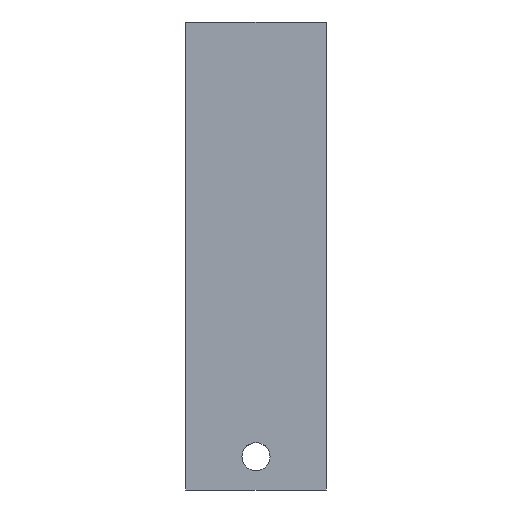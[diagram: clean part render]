
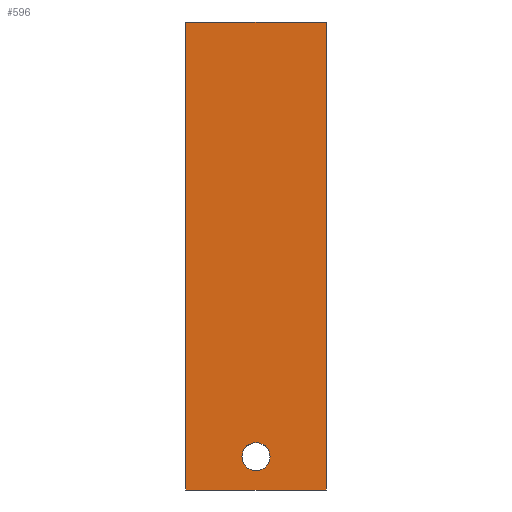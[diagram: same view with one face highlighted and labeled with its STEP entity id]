
A CAD part, front view. The second image highlights one B-rep face of the part: STEP entity #596.
In plain terms, the highlighted planar face has unit normal (0, -1, 0).
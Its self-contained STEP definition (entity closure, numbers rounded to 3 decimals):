
#5 = ORIENTED_EDGE ( 'NONE', *, *, #824, .T. ) ;
#15 = DIRECTION ( 'NONE',  ( 0., 0., 1. ) ) ;
#17 = CARTESIAN_POINT ( 'NONE',  ( 7.5, 0., 50. ) ) ;
#26 = ORIENTED_EDGE ( 'NONE', *, *, #792, .T. ) ;
#27 = AXIS2_PLACEMENT_3D ( 'NONE', #806, #599, #663 ) ;
#36 = VECTOR ( 'NONE', #53, 1000. ) ;
#48 = VERTEX_POINT ( 'NONE', #451 ) ;
#51 = VERTEX_POINT ( 'NONE', #191 ) ;
#53 = DIRECTION ( 'NONE',  ( 0., 0., -1. ) ) ;
#57 = DIRECTION ( 'NONE',  ( 0., 0., 1. ) ) ;
#66 = PLANE ( 'NONE',  #218 ) ;
#68 = CARTESIAN_POINT ( 'NONE',  ( -7.5, 0., 0. ) ) ;
#69 = CARTESIAN_POINT ( 'NONE',  ( 7.5, 0., 50. ) ) ;
#89 = VECTOR ( 'NONE', #279, 1000. ) ;
#93 = LINE ( 'NONE', #17, #726 ) ;
#98 = VERTEX_POINT ( 'NONE', #575 ) ;
#127 = VERTEX_POINT ( 'NONE', #852 ) ;
#138 = ORIENTED_EDGE ( 'NONE', *, *, #778, .T. ) ;
#142 = CARTESIAN_POINT ( 'NONE',  ( 7.5, 0., 0. ) ) ;
#160 = LINE ( 'NONE', #289, #632 ) ;
#191 = CARTESIAN_POINT ( 'NONE',  ( -7.5, 0., 0. ) ) ;
#218 = AXIS2_PLACEMENT_3D ( 'NONE', #280, #800, #57 ) ;
#276 = AXIS2_PLACEMENT_3D ( 'NONE', #547, #678, #15 ) ;
#279 = DIRECTION ( 'NONE',  ( 1., 0., 0. ) ) ;
#280 = CARTESIAN_POINT ( 'NONE',  ( -7.5, 0., 50. ) ) ;
#289 = CARTESIAN_POINT ( 'NONE',  ( -7.5, 0., 50. ) ) ;
#290 = EDGE_CURVE ( 'NONE', #127, #98, #842, .T. ) ;
#310 = LINE ( 'NONE', #717, #36 ) ;
#324 = VERTEX_POINT ( 'NONE', #142 ) ;
#365 = EDGE_LOOP ( 'NONE', ( #5, #464, #530, #138 ) ) ;
#408 = EDGE_LOOP ( 'NONE', ( #26, #711 ) ) ;
#431 = DIRECTION ( 'NONE',  ( 0., 0., -1. ) ) ;
#443 = EDGE_CURVE ( 'NONE', #618, #324, #93, .T. ) ;
#445 = EDGE_CURVE ( 'NONE', #48, #618, #160, .T. ) ;
#451 = CARTESIAN_POINT ( 'NONE',  ( -7.5, 0., 50. ) ) ;
#464 = ORIENTED_EDGE ( 'NONE', *, *, #443, .F. ) ;
#467 = FACE_OUTER_BOUND ( 'NONE', #365, .T. ) ;
#530 = ORIENTED_EDGE ( 'NONE', *, *, #445, .F. ) ;
#533 = FACE_BOUND ( 'NONE', #408, .T. ) ;
#547 = CARTESIAN_POINT ( 'NONE',  ( 0., 0., 3.554 ) ) ;
#575 = CARTESIAN_POINT ( 'NONE',  ( 0., 0., 2.054 ) ) ;
#596 = ADVANCED_FACE ( 'NONE', ( #533, #467 ), #66, .F. ) ;
#599 = DIRECTION ( 'NONE',  ( 0., 1., 0. ) ) ;
#618 = VERTEX_POINT ( 'NONE', #69 ) ;
#624 = CIRCLE ( 'NONE', #27, 1.5 ) ;
#632 = VECTOR ( 'NONE', #811, 1000. ) ;
#663 = DIRECTION ( 'NONE',  ( 0., 0., 1. ) ) ;
#678 = DIRECTION ( 'NONE',  ( 0., 1., 0. ) ) ;
#711 = ORIENTED_EDGE ( 'NONE', *, *, #290, .T. ) ;
#717 = CARTESIAN_POINT ( 'NONE',  ( -7.5, 0., 50. ) ) ;
#726 = VECTOR ( 'NONE', #431, 1000. ) ;
#778 = EDGE_CURVE ( 'NONE', #48, #51, #310, .T. ) ;
#780 = LINE ( 'NONE', #68, #89 ) ;
#792 = EDGE_CURVE ( 'NONE', #98, #127, #624, .T. ) ;
#800 = DIRECTION ( 'NONE',  ( 0., 1., 0. ) ) ;
#806 = CARTESIAN_POINT ( 'NONE',  ( 0., 0., 3.554 ) ) ;
#811 = DIRECTION ( 'NONE',  ( 1., 0., 0. ) ) ;
#824 = EDGE_CURVE ( 'NONE', #51, #324, #780, .T. ) ;
#842 = CIRCLE ( 'NONE', #276, 1.5 ) ;
#852 = CARTESIAN_POINT ( 'NONE',  ( 0., 0., 5.054 ) ) ;
